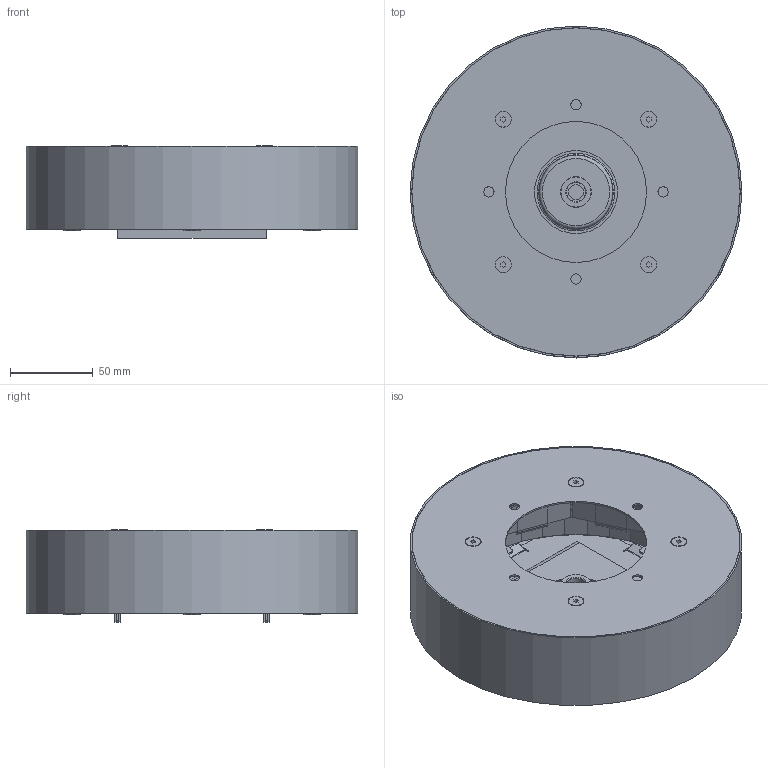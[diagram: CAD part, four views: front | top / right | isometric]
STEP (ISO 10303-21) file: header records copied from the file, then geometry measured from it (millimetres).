
FILE_DESCRIPTION(('STEP AP214'),'1');
FILE_NAME('Art.68001.stp','2023-06-12T05:39:03',(' '),(' '),'Spatial InterOp 3D',' ',' ');
FILE_SCHEMA(('AUTOMOTIVE_DESIGN { 1 0 10303 214 1 1 1 1 }'));
Length unit declared in the file: millimetre
Products named in the file (70): Gruppo LED; S.00182; 23236; STRIPS1000RGB; ASSEM1; Seg. Guaina; Seg. LED; Art.68001; S.00311; 23237; S.00104; 23232; 23231; 23230; 23238; 23235; 23234; S.00185; T.RA063; 23243; 24654; 23307; T.RA010; 23304; 23303; 23302; 23308; 23301
Assembly tree (117 placements, depth 5):
  Art.68001
    Gruppo LED
      S.00182  x8
      23236  x8
      STRIPS1000RGB  x8
        ASSEM1
        Seg. Guaina
        Seg. LED
    23237
      S.00311  x8
        ASSEM1
        (unnamed)
        (unnamed)
        (unnamed)
        (unnamed)
        (unnamed)
        (unnamed)
        (unnamed)
        (unnamed)
        (unnamed)
        (unnamed)
        (unnamed)
        S.00311
      S.00104  x8
        ASSEM1
        (unnamed)
        S.00104
      23232  x4
        ASSEM1
        (unnamed)
        (unnamed)
        (unnamed)
        (unnamed)
        23232
      23231  x4
        ASSEM1
        23231
      23230
    23238
      23235
      23234
    S.00185  x4
      ASSEM1
      (unnamed)
      (unnamed)
      (unnamed)
      (unnamed)
      (unnamed)
      S.00185
    T.RA063  x4
      ASSEM1
      T.RA063
    23243
    23308
      23307
        24654
          ASSEM1
          24654
        T.RA010
          ASSEM1
Bounding box: 200 x 200 x 56 mm (x, y, z)
Volume: 192173.8 mm3; surface area: 346245.8 mm2
Topology: 75 solids, 75 shells, 3000 faces, 7822 edges, 5004 vertices
Faces by surface type: plane 2015, cylinder 850, cone 61, sphere 48, torus 22, extrusion 4
Full cylindrical faces by diameter (mm): 0.4 x8, 2.5 x8, 3 x32, 3.4 x4, 4.2 x8, 4.3 x8, 5 x16, 5.3 x8, 6.2 x4, 6.9 x8, 7 x4, 8.2 x8, 8.859 x4, 9 x1, 10 x4, 11.445 x1, 15.85 x1, 16.05 x1, 18.5 x1, 50 x2, 85 x1, 170 x1, 197.8 x1
Entity records: 78814 total; most frequent: DIRECTION 10335, CARTESIAN_POINT 10095, ORIENTED_EDGE 9648, EDGE_CURVE 4824, VECTOR 3559, LINE 3555, AXIS2_PLACEMENT_3D 3388, VERTEX_POINT 3036
